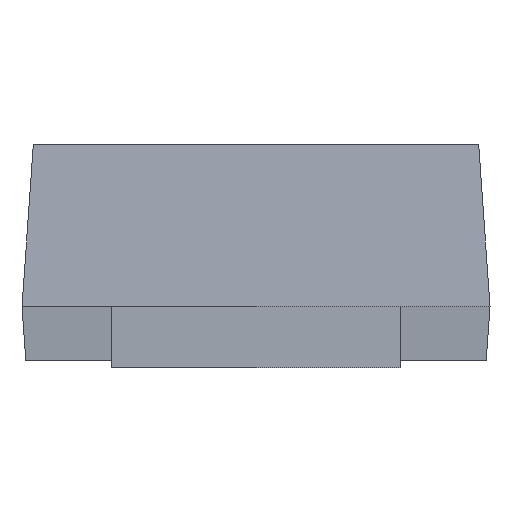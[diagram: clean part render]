
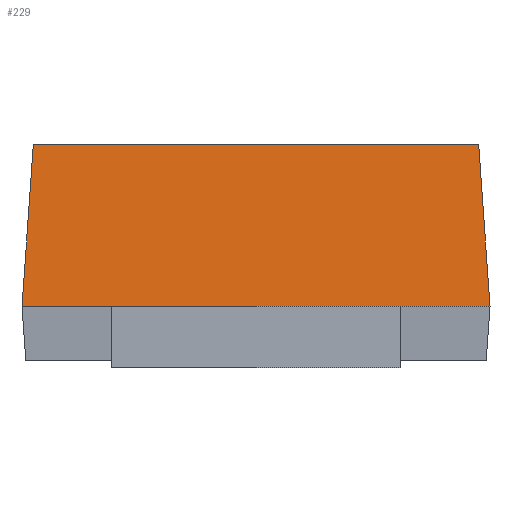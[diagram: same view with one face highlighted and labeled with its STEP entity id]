
A CAD part, left-side view. The second image highlights one B-rep face of the part: STEP entity #229.
In plain terms, the highlighted free-form (B-spline) face has degree [1, 1] with [2, 2] control points.
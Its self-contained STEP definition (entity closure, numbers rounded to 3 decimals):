
#71=VERTEX_POINT('',#72);
#72=CARTESIAN_POINT('',(-0.95,-0.4,0.17));
#114=VERTEX_POINT('',#115);
#115=CARTESIAN_POINT('',(-0.95,0.4,0.17));
#154=EDGE_CURVE('',#114,#71,#155,.T.);
#155=LINE('',#156,#157);
#156=CARTESIAN_POINT('',(-0.95,0.65,0.17));
#157=VECTOR('',#158,1.);
#158=DIRECTION('',(0.,-1.,0.));
#176=VERTEX_POINT('',#177);
#177=CARTESIAN_POINT('',(-0.95,-0.65,0.17));
#180=EDGE_CURVE('',#71,#176,#155,.T.);
#223=VERTEX_POINT('',#156);
#228=EDGE_CURVE('',#223,#114,#155,.T.);
#229=ADVANCED_FACE('',(#230),#248,.T.);
#230=FACE_BOUND('',#231,.T.);
#231=EDGE_LOOP('',(#232,#233,#234,#235,#240,#245));
#232=ORIENTED_EDGE('',*,*,#228,.T.);
#233=ORIENTED_EDGE('',*,*,#154,.T.);
#234=ORIENTED_EDGE('',*,*,#180,.T.);
#235=ORIENTED_EDGE('',*,*,#236,.T.);
#236=EDGE_CURVE('',#176,#237,#239,.T.);
#237=VERTEX_POINT('',#238);
#238=CARTESIAN_POINT('',(-0.919,-0.619,0.62));
#239=B_SPLINE_CURVE_WITH_KNOTS('',1,(#177,#238),.UNSPECIFIED.,.F.,.F.,(2,2),(0.,1.),.PIECEWISE_BEZIER_KNOTS.);
#240=ORIENTED_EDGE('',*,*,#241,.F.);
#241=EDGE_CURVE('',#242,#237,#244,.T.);
#242=VERTEX_POINT('',#243);
#243=CARTESIAN_POINT('',(-0.919,0.619,0.62));
#244=LINE('',#243,#157);
#245=ORIENTED_EDGE('',*,*,#246,.F.);
#246=EDGE_CURVE('',#223,#242,#247,.T.);
#247=B_SPLINE_CURVE_WITH_KNOTS('',1,(#156,#243),.UNSPECIFIED.,.F.,.F.,(2,2),(0.,1.),.PIECEWISE_BEZIER_KNOTS.);
#248=B_SPLINE_SURFACE_WITH_KNOTS('',1,1,((#156,#243),(#177,#238)),.UNSPECIFIED.,.F.,.F.,.F.,(2,2),(2,2),(0.,1.3),(0.,1.),.PIECEWISE_BEZIER_KNOTS.);
